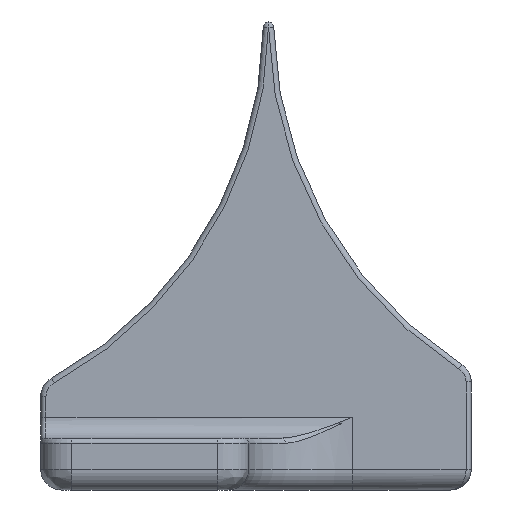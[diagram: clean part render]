
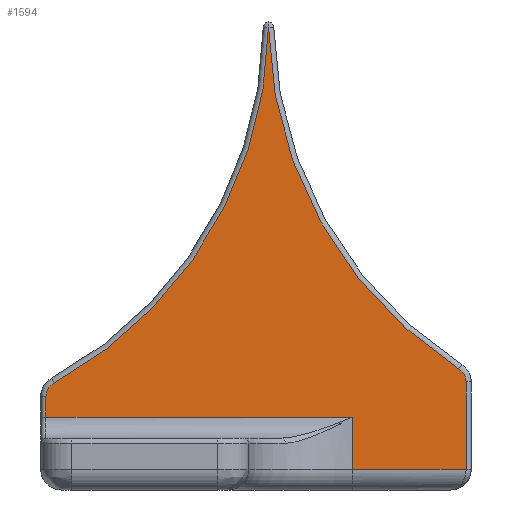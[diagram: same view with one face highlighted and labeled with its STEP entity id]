
A CAD part, front view. The second image highlights one B-rep face of the part: STEP entity #1594.
In plain terms, the highlighted planar face has unit normal (0, -1, 0).
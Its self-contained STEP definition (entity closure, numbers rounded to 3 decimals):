
#64=PLANE('',#1829);
#184=FACE_OUTER_BOUND('',#292,.T.);
#292=EDGE_LOOP('',(#1361,#1362,#1363,#1364,#1365,#1366,#1367,#1368,#1369,
#1370));
#376=LINE('',#2852,#470);
#377=LINE('',#2865,#471);
#378=LINE('',#2879,#472);
#380=LINE('',#2914,#474);
#383=LINE('',#2920,#477);
#389=LINE('',#2935,#483);
#470=VECTOR('',#2207,10.);
#471=VECTOR('',#2226,10.);
#472=VECTOR('',#2247,10.);
#474=VECTOR('',#2259,10.);
#477=VECTOR('',#2266,10.);
#483=VECTOR('',#2286,10.);
#589=CIRCLE('',#1772,1.5);
#591=CIRCLE('',#1775,39.5);
#596=CIRCLE('',#1783,39.7);
#598=CIRCLE('',#1786,1.5);
#719=VERTEX_POINT('',#2795);
#730=VERTEX_POINT('',#2846);
#731=VERTEX_POINT('',#2850);
#732=VERTEX_POINT('',#2854);
#733=VERTEX_POINT('',#2858);
#734=VERTEX_POINT('',#2862);
#735=VERTEX_POINT('',#2868);
#736=VERTEX_POINT('',#2873);
#737=VERTEX_POINT('',#2877);
#740=VERTEX_POINT('',#2912);
#920=EDGE_CURVE('',#730,#731,#376,.T.);
#922=EDGE_CURVE('',#731,#732,#589,.T.);
#924=EDGE_CURVE('',#732,#733,#591,.T.);
#927=EDGE_CURVE('',#733,#734,#377,.T.);
#930=EDGE_CURVE('',#734,#735,#596,.T.);
#932=EDGE_CURVE('',#735,#736,#598,.T.);
#934=EDGE_CURVE('',#736,#737,#378,.T.);
#939=EDGE_CURVE('',#740,#719,#380,.T.);
#942=EDGE_CURVE('',#719,#730,#383,.T.);
#950=EDGE_CURVE('',#737,#740,#389,.T.);
#1361=ORIENTED_EDGE('',*,*,#920,.F.);
#1362=ORIENTED_EDGE('',*,*,#942,.F.);
#1363=ORIENTED_EDGE('',*,*,#939,.F.);
#1364=ORIENTED_EDGE('',*,*,#950,.F.);
#1365=ORIENTED_EDGE('',*,*,#934,.F.);
#1366=ORIENTED_EDGE('',*,*,#932,.F.);
#1367=ORIENTED_EDGE('',*,*,#930,.F.);
#1368=ORIENTED_EDGE('',*,*,#927,.F.);
#1369=ORIENTED_EDGE('',*,*,#924,.F.);
#1370=ORIENTED_EDGE('',*,*,#922,.F.);
#1594=ADVANCED_FACE('',(#184),#64,.F.);
#1772=AXIS2_PLACEMENT_3D('',#2856,#2212,#2213);
#1775=AXIS2_PLACEMENT_3D('',#2860,#2218,#2219);
#1783=AXIS2_PLACEMENT_3D('',#2871,#2235,#2236);
#1786=AXIS2_PLACEMENT_3D('',#2875,#2241,#2242);
#1829=AXIS2_PLACEMENT_3D('',#3018,#2347,#2348);
#2207=DIRECTION('',(0.,0.,1.));
#2212=DIRECTION('center_axis',(0.,1.,0.));
#2213=DIRECTION('ref_axis',(-0.86,0.,0.511));
#2218=DIRECTION('center_axis',(0.,-1.,0.));
#2219=DIRECTION('ref_axis',(0.856,0.,-0.516));
#2226=DIRECTION('',(1.,0.,0.));
#2235=DIRECTION('center_axis',(0.,-1.,0.));
#2236=DIRECTION('ref_axis',(-0.874,0.,-0.487));
#2241=DIRECTION('center_axis',(0.,1.,0.));
#2242=DIRECTION('ref_axis',(0.877,0.,0.48));
#2247=DIRECTION('',(0.,0.,-1.));
#2259=DIRECTION('',(0.,0.,1.));
#2266=DIRECTION('',(-1.,0.,0.));
#2286=DIRECTION('',(-1.,0.,0.));
#2347=DIRECTION('center_axis',(0.,1.,0.));
#2348=DIRECTION('ref_axis',(-1.,0.,0.));
#2795=CARTESIAN_POINT('',(-290.4,19.8,7.));
#2846=CARTESIAN_POINT('',(-319.9,19.8,7.));
#2850=CARTESIAN_POINT('',(-319.9,19.8,8.991));
#2852=CARTESIAN_POINT('',(-319.9,19.8,11.25));
#2854=CARTESIAN_POINT('',(-319.117,19.8,10.309));
#2856=CARTESIAN_POINT('Origin',(-318.4,19.8,8.991));
#2858=CARTESIAN_POINT('',(-298.503,19.8,44.5));
#2860=CARTESIAN_POINT('Origin',(-338.,19.8,45.003));
#2862=CARTESIAN_POINT('',(-298.496,19.8,44.5));
#2865=CARTESIAN_POINT('',(-299.35,19.8,44.5));
#2868=CARTESIAN_POINT('',(-280.192,19.8,11.651));
#2871=CARTESIAN_POINT('Origin',(-258.8,19.8,45.095));
#2873=CARTESIAN_POINT('',(-279.5,19.8,10.387));
#2875=CARTESIAN_POINT('Origin',(-281.,19.8,10.387));
#2877=CARTESIAN_POINT('',(-279.5,19.8,2.));
#2879=CARTESIAN_POINT('',(-279.5,19.8,17.));
#2912=CARTESIAN_POINT('',(-290.4,19.8,2.));
#2914=CARTESIAN_POINT('',(-290.4,19.8,11.25));
#2920=CARTESIAN_POINT('',(-305.05,19.8,7.));
#2935=CARTESIAN_POINT('',(-289.35,19.8,2.));
#3018=CARTESIAN_POINT('Origin',(-299.7,19.8,22.5));
